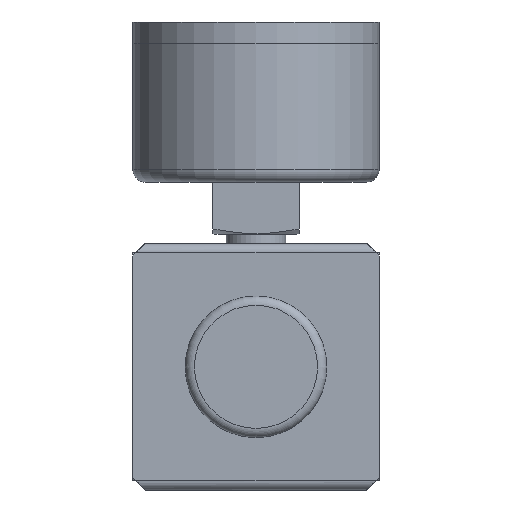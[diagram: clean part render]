
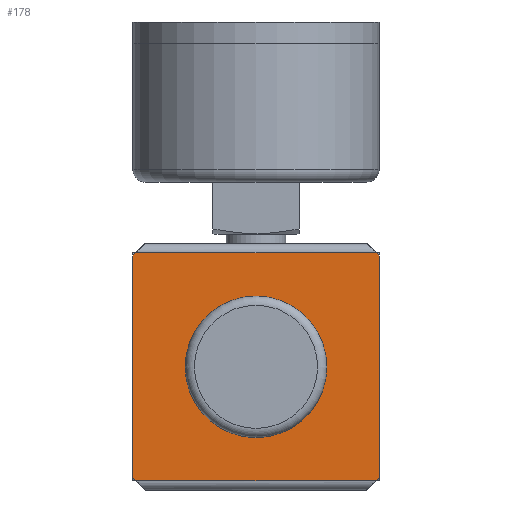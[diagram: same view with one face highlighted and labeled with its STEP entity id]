
A CAD part, front view. The second image highlights one B-rep face of the part: STEP entity #178.
In plain terms, the highlighted planar face has unit normal (0, -1, 0).
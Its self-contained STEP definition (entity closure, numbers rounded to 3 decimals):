
#178 = ADVANCED_FACE( '', ( #439, #440 ), #441, .F. );
#439 = FACE_BOUND( '', #1020, .T. );
#440 = FACE_OUTER_BOUND( '', #1021, .T. );
#441 = PLANE( '', #1022 );
#1020 = EDGE_LOOP( '', ( #1653 ) );
#1021 = EDGE_LOOP( '', ( #1654, #1655, #1656, #1657, #1658, #1659, #1660, #1661 ) );
#1022 = AXIS2_PLACEMENT_3D( '', #1662, #1663, #1664 );
#1653 = ORIENTED_EDGE( '', *, *, #3490, .F. );
#1654 = ORIENTED_EDGE( '', *, *, #3491, .F. );
#1655 = ORIENTED_EDGE( '', *, *, #3480, .T. );
#1656 = ORIENTED_EDGE( '', *, *, #3492, .F. );
#1657 = ORIENTED_EDGE( '', *, *, #3493, .F. );
#1658 = ORIENTED_EDGE( '', *, *, #3494, .F. );
#1659 = ORIENTED_EDGE( '', *, *, #3482, .F. );
#1660 = ORIENTED_EDGE( '', *, *, #3495, .F. );
#1661 = ORIENTED_EDGE( '', *, *, #3496, .F. );
#1662 = CARTESIAN_POINT( '', ( 0., -12., 0. ) );
#1663 = DIRECTION( '', ( 0., 1., 0. ) );
#1664 = DIRECTION( '', ( 0., 0., 1. ) );
#3480 = EDGE_CURVE( '', #4072, #4070, #4073, .F. );
#3482 = EDGE_CURVE( '', #4075, #4076, #4077, .F. );
#3490 = EDGE_CURVE( '', #4090, #4090, #4091, .F. );
#3491 = EDGE_CURVE( '', #4072, #4092, #4093, .T. );
#3492 = EDGE_CURVE( '', #4094, #4070, #4095, .T. );
#3493 = EDGE_CURVE( '', #4096, #4094, #4097, .T. );
#3494 = EDGE_CURVE( '', #4076, #4096, #4098, .T. );
#3495 = EDGE_CURVE( '', #4099, #4075, #4100, .T. );
#3496 = EDGE_CURVE( '', #4092, #4099, #4101, .T. );
#4070 = VERTEX_POINT( '', #5129 );
#4072 = VERTEX_POINT( '', #5131 );
#4073 = LINE( '', #5132, #5133 );
#4075 = VERTEX_POINT( '', #5135 );
#4076 = VERTEX_POINT( '', #5136 );
#4077 = LINE( '', #5137, #5138 );
#4090 = VERTEX_POINT( '', #5156 );
#4091 = CIRCLE( '', #5157, 11.5 );
#4092 = VERTEX_POINT( '', #5158 );
#4093 = LINE( '', #5159, #5160 );
#4094 = VERTEX_POINT( '', #5161 );
#4095 = LINE( '', #5162, #5163 );
#4096 = VERTEX_POINT( '', #5164 );
#4097 = LINE( '', #5165, #5166 );
#4098 = LINE( '', #5167, #5168 );
#4099 = VERTEX_POINT( '', #5169 );
#4100 = LINE( '', #5170, #5171 );
#4101 = LINE( '', #5172, #5173 );
#5129 = CARTESIAN_POINT( '', ( 19.5, -12., -18.5 ) );
#5131 = CARTESIAN_POINT( '', ( -19.5, -12., -18.5 ) );
#5132 = CARTESIAN_POINT( '', ( 25., -12., -18.5 ) );
#5133 = VECTOR( '', #6650, 1000. );
#5135 = CARTESIAN_POINT( '', ( -19.5, -12., 18.5 ) );
#5136 = CARTESIAN_POINT( '', ( 19.5, -12., 18.5 ) );
#5137 = CARTESIAN_POINT( '', ( 25., -12., 18.5 ) );
#5138 = VECTOR( '', #6654, 1000. );
#5156 = CARTESIAN_POINT( '', ( 0., -12., 11.5 ) );
#5157 = AXIS2_PLACEMENT_3D( '', #6666, #6667, #6668 );
#5158 = CARTESIAN_POINT( '', ( -20., -12., -18. ) );
#5159 = CARTESIAN_POINT( '', ( -18., -12., -20. ) );
#5160 = VECTOR( '', #6669, 1000. );
#5161 = CARTESIAN_POINT( '', ( 20., -12., -18. ) );
#5162 = CARTESIAN_POINT( '', ( 20., -12., -18. ) );
#5163 = VECTOR( '', #6670, 1000. );
#5164 = CARTESIAN_POINT( '', ( 20., -12., 18. ) );
#5165 = CARTESIAN_POINT( '', ( 20., -12., 18. ) );
#5166 = VECTOR( '', #6671, 1000. );
#5167 = CARTESIAN_POINT( '', ( 18., -12., 20. ) );
#5168 = VECTOR( '', #6672, 1000. );
#5169 = CARTESIAN_POINT( '', ( -20., -12., 18. ) );
#5170 = CARTESIAN_POINT( '', ( -20., -12., 18. ) );
#5171 = VECTOR( '', #6673, 1000. );
#5172 = CARTESIAN_POINT( '', ( -20., -12., -18. ) );
#5173 = VECTOR( '', #6674, 1000. );
#6650 = DIRECTION( '', ( -1., 0., 0. ) );
#6654 = DIRECTION( '', ( -1., 0., 0. ) );
#6666 = CARTESIAN_POINT( '', ( 0., -12., 0. ) );
#6667 = DIRECTION( '', ( 0., 1., 0. ) );
#6668 = DIRECTION( '', ( 0., 0., 1. ) );
#6669 = DIRECTION( '', ( -0.707, 0., 0.707 ) );
#6670 = DIRECTION( '', ( -0.707, 0., -0.707 ) );
#6671 = DIRECTION( '', ( 0., 0., -1. ) );
#6672 = DIRECTION( '', ( 0.707, 0., -0.707 ) );
#6673 = DIRECTION( '', ( 0.707, 0., 0.707 ) );
#6674 = DIRECTION( '', ( 0., 0., 1. ) );
